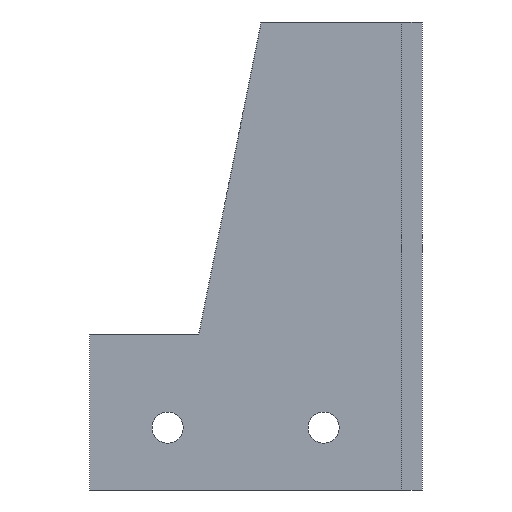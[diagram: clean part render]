
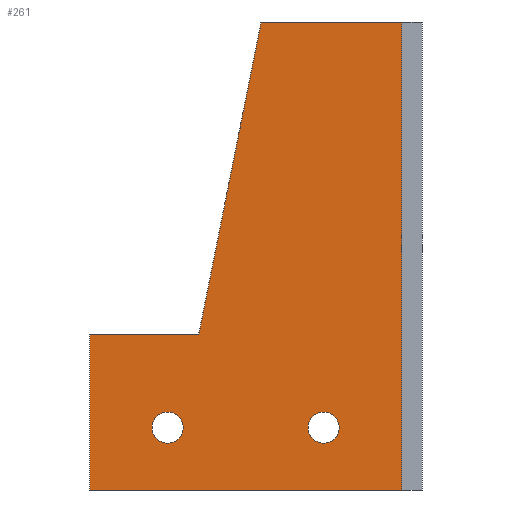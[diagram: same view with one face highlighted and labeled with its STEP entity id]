
A CAD part, front view. The second image highlights one B-rep face of the part: STEP entity #261.
In plain terms, the highlighted planar face has unit normal (0, -1, 0).
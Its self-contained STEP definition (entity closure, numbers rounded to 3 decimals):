
#13 = CARTESIAN_POINT ( 'NONE',  ( 7.5, 0., -40.5 ) ) ;
#15 = DIRECTION ( 'NONE',  ( 0., 0., -1. ) ) ;
#23 = DIRECTION ( 'NONE',  ( 1., 0., 0. ) ) ;
#34 = VERTEX_POINT ( 'NONE', #456 ) ;
#41 = VERTEX_POINT ( 'NONE', #413 ) ;
#52 = CARTESIAN_POINT ( 'NONE',  ( 22.5, 0., -40.5 ) ) ;
#55 = DIRECTION ( 'NONE',  ( 0., -1., 0. ) ) ;
#56 = EDGE_CURVE ( 'NONE', #514, #41, #458, .T. ) ;
#64 = DIRECTION ( 'NONE',  ( 0., -1., 0. ) ) ;
#66 = DIRECTION ( 'NONE',  ( 0., -1., 0. ) ) ;
#70 = ORIENTED_EDGE ( 'NONE', *, *, #125, .F. ) ;
#76 = ORIENTED_EDGE ( 'NONE', *, *, #115, .F. ) ;
#80 = CARTESIAN_POINT ( 'NONE',  ( 0., 0., -30. ) ) ;
#82 = CIRCLE ( 'NONE', #516, 1.5 ) ;
#101 = CARTESIAN_POINT ( 'NONE',  ( 30., 0., 0. ) ) ;
#103 = CARTESIAN_POINT ( 'NONE',  ( 0., 0., -45. ) ) ;
#104 = CARTESIAN_POINT ( 'NONE',  ( 0., 0., -30. ) ) ;
#105 = VERTEX_POINT ( 'NONE', #52 ) ;
#112 = CARTESIAN_POINT ( 'NONE',  ( 22.5, 0., -37.5 ) ) ;
#114 = CARTESIAN_POINT ( 'NONE',  ( 10.5, 0., -30. ) ) ;
#115 = EDGE_CURVE ( 'NONE', #105, #361, #518, .T. ) ;
#122 = LINE ( 'NONE', #441, #136 ) ;
#125 = EDGE_CURVE ( 'NONE', #449, #446, #460, .T. ) ;
#136 = VECTOR ( 'NONE', #239, 1000. ) ;
#137 = CARTESIAN_POINT ( 'NONE',  ( 0., 0., -45. ) ) ;
#139 = LINE ( 'NONE', #142, #252 ) ;
#142 = CARTESIAN_POINT ( 'NONE',  ( 16.5, 0., 0. ) ) ;
#149 = DIRECTION ( 'NONE',  ( 0., 0., 1. ) ) ;
#152 = CARTESIAN_POINT ( 'NONE',  ( 22.5, 0., -39. ) ) ;
#170 = EDGE_LOOP ( 'NONE', ( #245, #76 ) ) ;
#180 = DIRECTION ( 'NONE',  ( 0., 0., -1. ) ) ;
#188 = LINE ( 'NONE', #101, #293 ) ;
#198 = CIRCLE ( 'NONE', #384, 1.5 ) ;
#203 = EDGE_CURVE ( 'NONE', #210, #207, #412, .T. ) ;
#206 = EDGE_CURVE ( 'NONE', #207, #210, #198, .T. ) ;
#207 = VERTEX_POINT ( 'NONE', #469 ) ;
#210 = VERTEX_POINT ( 'NONE', #13 ) ;
#219 = AXIS2_PLACEMENT_3D ( 'NONE', #422, #55, #180 ) ;
#227 = EDGE_CURVE ( 'NONE', #41, #34, #139, .T. ) ;
#228 = DIRECTION ( 'NONE',  ( 0., 0., -1. ) ) ;
#239 = DIRECTION ( 'NONE',  ( 1., 0., 0. ) ) ;
#245 = ORIENTED_EDGE ( 'NONE', *, *, #409, .F. ) ;
#247 = EDGE_CURVE ( 'NONE', #34, #449, #188, .T. ) ;
#252 = VECTOR ( 'NONE', #23, 1000. ) ;
#256 = ORIENTED_EDGE ( 'NONE', *, *, #203, .F. ) ;
#261 = ADVANCED_FACE ( 'NONE', ( #427, #509, #471 ), #517, .T. ) ;
#266 = EDGE_CURVE ( 'NONE', #446, #357, #387, .T. ) ;
#268 = CARTESIAN_POINT ( 'NONE',  ( 7.5, 0., -39. ) ) ;
#272 = EDGE_LOOP ( 'NONE', ( #398, #256 ) ) ;
#293 = VECTOR ( 'NONE', #343, 1000. ) ;
#294 = ORIENTED_EDGE ( 'NONE', *, *, #56, .F. ) ;
#307 = CARTESIAN_POINT ( 'NONE',  ( 30., 0., -45. ) ) ;
#308 = DIRECTION ( 'NONE',  ( 0., 0., -1. ) ) ;
#314 = EDGE_CURVE ( 'NONE', #357, #514, #122, .T. ) ;
#338 = DIRECTION ( 'NONE',  ( 0., -1., 0. ) ) ;
#343 = DIRECTION ( 'NONE',  ( 0., 0., -1. ) ) ;
#357 = VERTEX_POINT ( 'NONE', #80 ) ;
#359 = VECTOR ( 'NONE', #149, 1000. ) ;
#361 = VERTEX_POINT ( 'NONE', #112 ) ;
#379 = VECTOR ( 'NONE', #498, 1000. ) ;
#384 = AXIS2_PLACEMENT_3D ( 'NONE', #392, #338, #15 ) ;
#385 = CARTESIAN_POINT ( 'NONE',  ( 0., 0., 0. ) ) ;
#387 = LINE ( 'NONE', #104, #359 ) ;
#392 = CARTESIAN_POINT ( 'NONE',  ( 7.5, 0., -39. ) ) ;
#398 = ORIENTED_EDGE ( 'NONE', *, *, #206, .F. ) ;
#408 = EDGE_LOOP ( 'NONE', ( #414, #476, #294, #482, #455, #70 ) ) ;
#409 = EDGE_CURVE ( 'NONE', #361, #105, #82, .T. ) ;
#412 = CIRCLE ( 'NONE', #526, 1.5 ) ;
#413 = CARTESIAN_POINT ( 'NONE',  ( 16.5, 0., 0. ) ) ;
#414 = ORIENTED_EDGE ( 'NONE', *, *, #247, .F. ) ;
#416 = CARTESIAN_POINT ( 'NONE',  ( 16.5, 0., 0. ) ) ;
#422 = CARTESIAN_POINT ( 'NONE',  ( 22.5, 0., -39. ) ) ;
#424 = VECTOR ( 'NONE', #468, 1000. ) ;
#427 = FACE_BOUND ( 'NONE', #272, .T. ) ;
#441 = CARTESIAN_POINT ( 'NONE',  ( 0., 0., -30. ) ) ;
#446 = VERTEX_POINT ( 'NONE', #103 ) ;
#449 = VERTEX_POINT ( 'NONE', #307 ) ;
#452 = AXIS2_PLACEMENT_3D ( 'NONE', #385, #66, #308 ) ;
#455 = ORIENTED_EDGE ( 'NONE', *, *, #266, .F. ) ;
#456 = CARTESIAN_POINT ( 'NONE',  ( 30., 0., 0. ) ) ;
#458 = LINE ( 'NONE', #416, #379 ) ;
#460 = LINE ( 'NONE', #137, #424 ) ;
#468 = DIRECTION ( 'NONE',  ( -1., 0., 0. ) ) ;
#469 = CARTESIAN_POINT ( 'NONE',  ( 7.5, 0., -37.5 ) ) ;
#471 = FACE_OUTER_BOUND ( 'NONE', #408, .T. ) ;
#476 = ORIENTED_EDGE ( 'NONE', *, *, #227, .F. ) ;
#478 = DIRECTION ( 'NONE',  ( 0., -1., 0. ) ) ;
#482 = ORIENTED_EDGE ( 'NONE', *, *, #314, .F. ) ;
#498 = DIRECTION ( 'NONE',  ( 0.196, 0., 0.981 ) ) ;
#509 = FACE_BOUND ( 'NONE', #170, .T. ) ;
#512 = DIRECTION ( 'NONE',  ( 0., 0., -1. ) ) ;
#514 = VERTEX_POINT ( 'NONE', #114 ) ;
#516 = AXIS2_PLACEMENT_3D ( 'NONE', #152, #64, #228 ) ;
#517 = PLANE ( 'NONE',  #452 ) ;
#518 = CIRCLE ( 'NONE', #219, 1.5 ) ;
#526 = AXIS2_PLACEMENT_3D ( 'NONE', #268, #478, #512 ) ;
